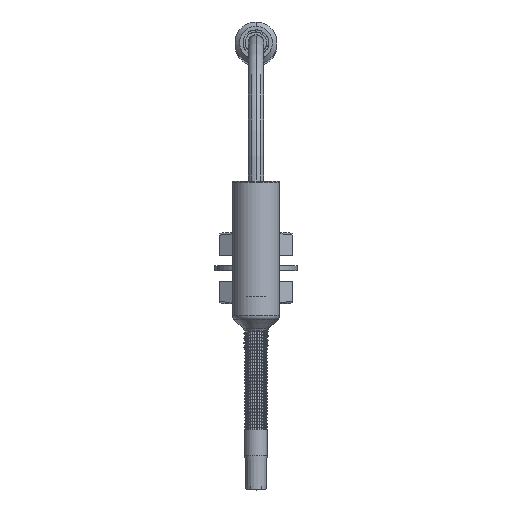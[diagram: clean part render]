
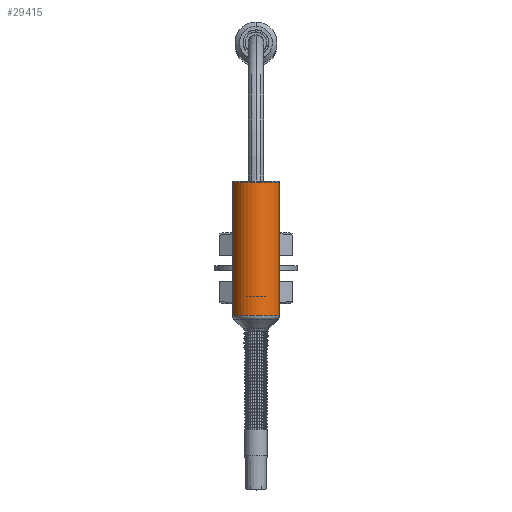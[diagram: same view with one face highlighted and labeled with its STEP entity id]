
A CAD part, top view. The second image highlights one B-rep face of the part: STEP entity #29415.
In plain terms, the highlighted cylindrical face has radius 2.3 mm (diameter 4.6 mm), a partial arc.
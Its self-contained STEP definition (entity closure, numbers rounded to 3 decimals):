
#24613=DIRECTION('',(-1.,0.,0.));
#24614=VECTOR('',#24613,12.893);
#24615=CARTESIAN_POINT('',(12.993,-2.3,0.));
#24616=LINE('',#24615,#24614);
#24622=DIRECTION('',(-1.,0.,0.));
#24623=VECTOR('',#24622,12.893);
#24624=CARTESIAN_POINT('',(12.993,2.3,0.));
#24625=LINE('',#24624,#24623);
#24626=CARTESIAN_POINT('',(0.1,0.,0.));
#24627=DIRECTION('',(-1.,0.,0.));
#24628=DIRECTION('',(0.,-1.,0.));
#24629=AXIS2_PLACEMENT_3D('',#24626,#24627,#24628);
#24631=CARTESIAN_POINT('',(12.993,0.,0.));
#24632=DIRECTION('',(-1.,0.,0.));
#24633=DIRECTION('',(0.,-1.,0.));
#24634=AXIS2_PLACEMENT_3D('',#24631,#24632,#24633);
#28370=CARTESIAN_POINT('',(12.993,-2.3,0.));
#28371=CARTESIAN_POINT('',(12.993,2.3,0.));
#28372=VERTEX_POINT('',#28370);
#28373=VERTEX_POINT('',#28371);
#28390=CARTESIAN_POINT('',(0.1,-2.3,0.));
#28391=CARTESIAN_POINT('',(0.1,2.3,0.));
#28392=VERTEX_POINT('',#28390);
#28393=VERTEX_POINT('',#28391);
#29403=CARTESIAN_POINT('',(-1.495,0.,0.));
#29404=DIRECTION('',(1.,0.,0.));
#29405=DIRECTION('',(0.,-1.,0.));
#29406=AXIS2_PLACEMENT_3D('',#29403,#29404,#29405);
#29407=CYLINDRICAL_SURFACE('',#29406,2.3);
#29408=ORIENTED_EDGE('',*,*,#29368,.T.);
#29409=ORIENTED_EDGE('',*,*,#29398,.F.);
#29411=ORIENTED_EDGE('',*,*,#29410,.F.);
#29412=ORIENTED_EDGE('',*,*,#29394,.T.);
#29413=EDGE_LOOP('',(#29408,#29409,#29411,#29412));
#29414=FACE_OUTER_BOUND('',#29413,.F.);
#29415=ADVANCED_FACE('',(#29414),#29407,.T.);
#24630=CIRCLE('',#24629,2.3);
#24635=CIRCLE('',#24634,2.3);
#29368=EDGE_CURVE('',#28392,#28393,#24630,.T.);
#29394=EDGE_CURVE('',#28372,#28392,#24616,.T.);
#29398=EDGE_CURVE('',#28373,#28393,#24625,.T.);
#29410=EDGE_CURVE('',#28372,#28373,#24635,.T.);
